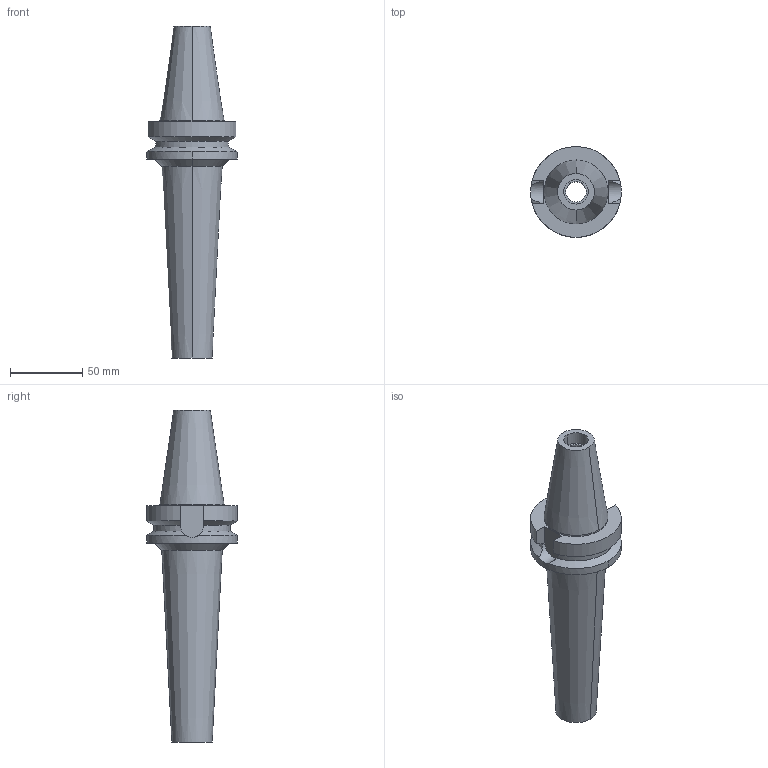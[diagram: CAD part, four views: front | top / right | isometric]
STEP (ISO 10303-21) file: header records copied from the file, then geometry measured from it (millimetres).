
FILE_DESCRIPTION((''),'2;1');
FILE_NAME('BBT40-SRC16-165','2018-06-29T',('ykawabe'),(''),'CREO PARAMETRIC BY PTC INC, 2016380','CREO PARAMETRIC BY PTC INC, 2016380','');
FILE_SCHEMA(('AUTOMOTIVE_DESIGN { 1 0 10303 214 1 1 1 1 }'));
Length unit declared in the file: millimetre
Products named in the file (1): BBT40-SRC16-165
Bounding box: 63 x 63 x 230.4 mm (x, y, z)
Volume: 232090.5 mm3; surface area: 43660.2 mm2
Topology: 1 solids, 1 shells, 43 faces, 113 edges, 77 vertices
Faces by surface type: cylinder 20, plane 13, cone 10
Entity records: 1937 total; most frequent: CARTESIAN_POINT 304, DIRECTION 250, ORIENTED_EDGE 226, PRESENTATION_STYLE_ASSIGNMENT 118, STYLED_ITEM 118, CURVE_STYLE 117, EDGE_CURVE 113, AXIS2_PLACEMENT_3D 104
